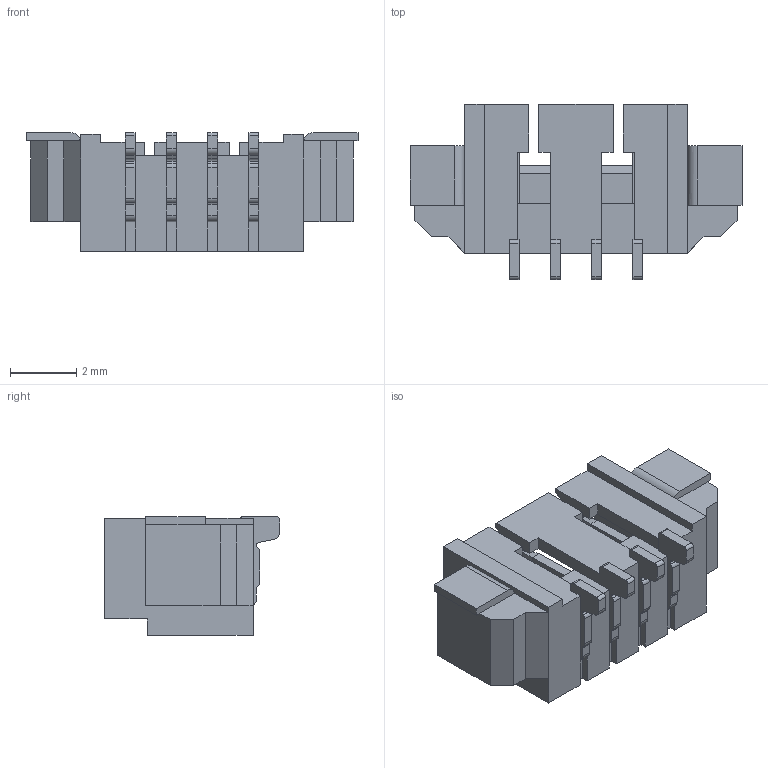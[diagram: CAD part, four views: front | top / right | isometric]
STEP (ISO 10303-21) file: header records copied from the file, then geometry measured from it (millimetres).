
FILE_DESCRIPTION((''),'2;1');
FILE_NAME('FWF12504-4P','2021-03-01T',('gongcheng6'),(''),'PRO/ENGINEER BY PARAMETRIC TECHNOLOGY CORPORATION, 2010280','PRO/ENGINEER BY PARAMETRIC TECHNOLOGY CORPORATION, 2010280','');
FILE_SCHEMA(('CONFIG_CONTROL_DESIGN'));
Length unit declared in the file: millimetre
Products named in the file (1): FWF12504-4P
Bounding box: 10.05 x 5.3 x 3.6 mm (x, y, z)
Volume: 75.5 mm3; surface area: 233.3 mm2
Topology: 1 solids, 1 shells, 224 faces, 630 edges, 412 vertices
Faces by surface type: plane 176, cylinder 48
Entity records: 7210 total; most frequent: CARTESIAN_POINT 1338, ORIENTED_EDGE 1260, DIRECTION 1152, EDGE_CURVE 630, VECTOR 524, LINE 524, VERTEX_POINT 412, AXIS2_PLACEMENT_3D 314
